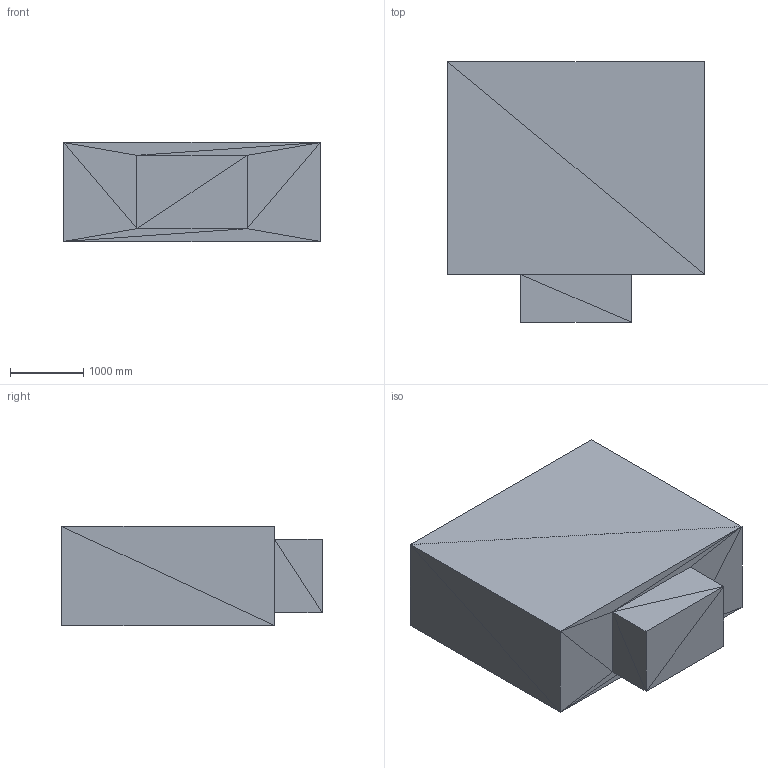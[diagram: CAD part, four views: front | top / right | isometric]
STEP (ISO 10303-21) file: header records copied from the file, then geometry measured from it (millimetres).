
FILE_DESCRIPTION (( 'STEP AP214' ), '1' );
FILE_NAME ('side_button.STEP', '2018-12-29T21:44:32', ( '' ), ( '' ), 'SwSTEP 2.0', 'SolidWorks 2016', '' );
FILE_SCHEMA (( 'AUTOMOTIVE_DESIGN' ));
Length unit declared in the file: metre
Products named in the file (1): side_button
Bounding box: 3500 x 3550 x 1350 mm (x, y, z)
Volume: 14677501407.9 mm3; surface area: 40830001.8 mm2
Topology: 1 solids, 1 shells, 28 faces, 42 edges, 16 vertices
Faces by surface type: plane 28
Entity records: 592 total; most frequent: DIRECTION 100, CARTESIAN_POINT 87, ORIENTED_EDGE 84, LINE 42, EDGE_CURVE 42, VECTOR 42, AXIS2_PLACEMENT_3D 29, ADVANCED_FACE 28
